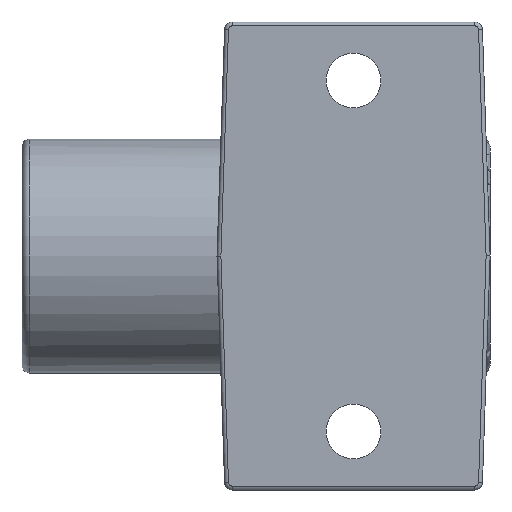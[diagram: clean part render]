
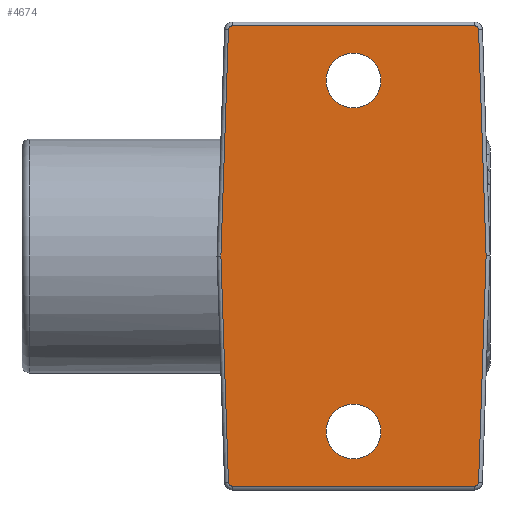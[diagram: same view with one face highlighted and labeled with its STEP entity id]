
A CAD part, left-side view. The second image highlights one B-rep face of the part: STEP entity #4674.
In plain terms, the highlighted planar face has unit normal (-1, 0, 0).
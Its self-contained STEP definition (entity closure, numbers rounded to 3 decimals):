
#104 = CARTESIAN_POINT ( 'NONE',  ( 0., 0., 45. ) ) ;
#167 = VERTEX_POINT ( 'NONE', #5340 ) ;
#190 = ORIENTED_EDGE ( 'NONE', *, *, #5108, .T. ) ;
#218 = EDGE_CURVE ( 'NONE', #2476, #3894, #1565, .T. ) ;
#240 = VECTOR ( 'NONE', #2390, 1000. ) ;
#260 = CARTESIAN_POINT ( 'NONE',  ( 0., -31.066, -58. ) ) ;
#319 = CIRCLE ( 'NONE', #5386, 1. ) ;
#359 = VERTEX_POINT ( 'NONE', #746 ) ;
#366 = CARTESIAN_POINT ( 'NONE',  ( 0., -31.066, 58. ) ) ;
#444 = CARTESIAN_POINT ( 'NONE',  ( 0., 31.066, 59. ) ) ;
#460 = AXIS2_PLACEMENT_3D ( 'NONE', #3082, #4805, #2260 ) ;
#480 = VERTEX_POINT ( 'NONE', #444 ) ;
#524 = CARTESIAN_POINT ( 'NONE',  ( 0., 33.999, 0. ) ) ;
#539 = ORIENTED_EDGE ( 'NONE', *, *, #1432, .T. ) ;
#607 = CARTESIAN_POINT ( 'NONE',  ( 0., 31.066, 58. ) ) ;
#669 = VECTOR ( 'NONE', #5213, 1000. ) ;
#676 = CARTESIAN_POINT ( 'NONE',  ( 0., -33.962, 1.132 ) ) ;
#678 = AXIS2_PLACEMENT_3D ( 'NONE', #366, #2367, #4083 ) ;
#695 = EDGE_CURVE ( 'NONE', #2308, #2602, #2404, .T. ) ;
#746 = CARTESIAN_POINT ( 'NONE',  ( 0., 32.065, 58.033 ) ) ;
#811 = VERTEX_POINT ( 'NONE', #889 ) ;
#877 = VECTOR ( 'NONE', #4187, 1000. ) ;
#889 = CARTESIAN_POINT ( 'NONE',  ( 0., 31.066, -59. ) ) ;
#1000 = FACE_BOUND ( 'NONE', #2742, .T. ) ;
#1056 = VERTEX_POINT ( 'NONE', #3230 ) ;
#1122 = EDGE_CURVE ( 'NONE', #2537, #4954, #1482, .T. ) ;
#1126 = ORIENTED_EDGE ( 'NONE', *, *, #2344, .T. ) ;
#1169 = CIRCLE ( 'NONE', #4231, 7. ) ;
#1174 = CARTESIAN_POINT ( 'NONE',  ( 0., -33.962, -1.132 ) ) ;
#1177 = CARTESIAN_POINT ( 'NONE',  ( 0., 33.962, -1.132 ) ) ;
#1196 = CARTESIAN_POINT ( 'NONE',  ( 0., 0., -52. ) ) ;
#1226 = ORIENTED_EDGE ( 'NONE', *, *, #4831, .T. ) ;
#1244 = CARTESIAN_POINT ( 'NONE',  ( 0., -32.065, 58.033 ) ) ;
#1268 = ORIENTED_EDGE ( 'NONE', *, *, #218, .T. ) ;
#1273 = LINE ( 'NONE', #5042, #3561 ) ;
#1346 = AXIS2_PLACEMENT_3D ( 'NONE', #260, #5287, #2338 ) ;
#1432 = EDGE_CURVE ( 'NONE', #4525, #2257, #2871, .T. ) ;
#1441 = DIRECTION ( 'NONE',  ( 0., 0., -1. ) ) ;
#1482 = CIRCLE ( 'NONE', #2782, 7. ) ;
#1496 = EDGE_CURVE ( 'NONE', #359, #2308, #3620, .T. ) ;
#1565 = CIRCLE ( 'NONE', #2781, 7. ) ;
#1587 = CARTESIAN_POINT ( 'NONE',  ( 0., 0., 45. ) ) ;
#1704 = EDGE_CURVE ( 'NONE', #2257, #480, #1273, .T. ) ;
#1725 = CARTESIAN_POINT ( 'NONE',  ( 0., 0., -38. ) ) ;
#1776 = CARTESIAN_POINT ( 'NONE',  ( 0., 0., 0. ) ) ;
#1840 = ORIENTED_EDGE ( 'NONE', *, *, #2755, .T. ) ;
#1989 = ORIENTED_EDGE ( 'NONE', *, *, #4279, .T. ) ;
#2037 = EDGE_CURVE ( 'NONE', #4032, #167, #4434, .T. ) ;
#2089 = AXIS2_PLACEMENT_3D ( 'NONE', #1776, #3021, #3869 ) ;
#2128 = CARTESIAN_POINT ( 'NONE',  ( 0., 0., -45. ) ) ;
#2219 = CARTESIAN_POINT ( 'NONE',  ( 0., 0., -59. ) ) ;
#2239 = CARTESIAN_POINT ( 'NONE',  ( 0., 32.065, -58.033 ) ) ;
#2257 = VERTEX_POINT ( 'NONE', #2270 ) ;
#2260 = DIRECTION ( 'NONE',  ( 0., 0., -1. ) ) ;
#2270 = CARTESIAN_POINT ( 'NONE',  ( 0., -31.066, 59. ) ) ;
#2308 = VERTEX_POINT ( 'NONE', #524 ) ;
#2338 = DIRECTION ( 'NONE',  ( 0., 0., -1. ) ) ;
#2344 = EDGE_CURVE ( 'NONE', #167, #4525, #4428, .T. ) ;
#2367 = DIRECTION ( 'NONE',  ( -1., 0., 0. ) ) ;
#2390 = DIRECTION ( 'NONE',  ( 0., 0.033, -0.999 ) ) ;
#2399 = EDGE_LOOP ( 'NONE', ( #5275, #1226, #4288, #3103, #1126, #539, #5203, #1840, #3669, #3709 ) ) ;
#2404 = LINE ( 'NONE', #1177, #5400 ) ;
#2470 = DIRECTION ( 'NONE',  ( 0., 1., 0. ) ) ;
#2476 = VERTEX_POINT ( 'NONE', #1196 ) ;
#2513 = LINE ( 'NONE', #2219, #877 ) ;
#2537 = VERTEX_POINT ( 'NONE', #3030 ) ;
#2576 = DIRECTION ( 'NONE',  ( 0., 0., -1. ) ) ;
#2579 = FACE_OUTER_BOUND ( 'NONE', #2399, .T. ) ;
#2602 = VERTEX_POINT ( 'NONE', #2239 ) ;
#2612 = FACE_BOUND ( 'NONE', #3412, .T. ) ;
#2639 = DIRECTION ( 'NONE',  ( 1., 0., 0. ) ) ;
#2665 = CARTESIAN_POINT ( 'NONE',  ( 0., 0., -45. ) ) ;
#2742 = EDGE_LOOP ( 'NONE', ( #190, #3772 ) ) ;
#2755 = EDGE_CURVE ( 'NONE', #480, #359, #319, .T. ) ;
#2781 = AXIS2_PLACEMENT_3D ( 'NONE', #2665, #2639, #1441 ) ;
#2782 = AXIS2_PLACEMENT_3D ( 'NONE', #1587, #4102, #5384 ) ;
#2811 = CIRCLE ( 'NONE', #460, 1. ) ;
#2862 = VECTOR ( 'NONE', #3201, 1000. ) ;
#2871 = CIRCLE ( 'NONE', #678, 1. ) ;
#3021 = DIRECTION ( 'NONE',  ( 1., 0., 0. ) ) ;
#3030 = CARTESIAN_POINT ( 'NONE',  ( 0., 0., 52. ) ) ;
#3082 = CARTESIAN_POINT ( 'NONE',  ( 0., 31.066, -58. ) ) ;
#3103 = ORIENTED_EDGE ( 'NONE', *, *, #2037, .T. ) ;
#3201 = DIRECTION ( 'NONE',  ( 0., -0.033, 0.999 ) ) ;
#3230 = CARTESIAN_POINT ( 'NONE',  ( 0., -31.066, -59. ) ) ;
#3412 = EDGE_LOOP ( 'NONE', ( #1268, #1989 ) ) ;
#3420 = DIRECTION ( 'NONE',  ( 0., 0., -1. ) ) ;
#3445 = DIRECTION ( 'NONE',  ( 1., 0., 0. ) ) ;
#3561 = VECTOR ( 'NONE', #2470, 1000. ) ;
#3620 = LINE ( 'NONE', #4885, #240 ) ;
#3669 = ORIENTED_EDGE ( 'NONE', *, *, #1496, .T. ) ;
#3709 = ORIENTED_EDGE ( 'NONE', *, *, #695, .T. ) ;
#3772 = ORIENTED_EDGE ( 'NONE', *, *, #1122, .T. ) ;
#3788 = DIRECTION ( 'NONE',  ( 1., 0., 0. ) ) ;
#3840 = CIRCLE ( 'NONE', #4799, 7. ) ;
#3869 = DIRECTION ( 'NONE',  ( 0., 0., -1. ) ) ;
#3894 = VERTEX_POINT ( 'NONE', #1725 ) ;
#4032 = VERTEX_POINT ( 'NONE', #4376 ) ;
#4083 = DIRECTION ( 'NONE',  ( 0., 0., -1. ) ) ;
#4102 = DIRECTION ( 'NONE',  ( 1., 0., 0. ) ) ;
#4187 = DIRECTION ( 'NONE',  ( 0., -1., 0. ) ) ;
#4231 = AXIS2_PLACEMENT_3D ( 'NONE', #2128, #3788, #4803 ) ;
#4253 = PLANE ( 'NONE',  #2089 ) ;
#4279 = EDGE_CURVE ( 'NONE', #3894, #2476, #1169, .T. ) ;
#4288 = ORIENTED_EDGE ( 'NONE', *, *, #4437, .T. ) ;
#4376 = CARTESIAN_POINT ( 'NONE',  ( 0., -32.065, -58.033 ) ) ;
#4428 = LINE ( 'NONE', #676, #669 ) ;
#4434 = LINE ( 'NONE', #1174, #2862 ) ;
#4437 = EDGE_CURVE ( 'NONE', #1056, #4032, #5099, .T. ) ;
#4440 = DIRECTION ( 'NONE',  ( 0., -0.033, -0.999 ) ) ;
#4525 = VERTEX_POINT ( 'NONE', #1244 ) ;
#4674 = ADVANCED_FACE ( 'NONE', ( #2579, #2612, #1000 ), #4253, .F. ) ;
#4718 = DIRECTION ( 'NONE',  ( -1., 0., 0. ) ) ;
#4799 = AXIS2_PLACEMENT_3D ( 'NONE', #104, #3445, #3420 ) ;
#4803 = DIRECTION ( 'NONE',  ( 0., 0., -1. ) ) ;
#4805 = DIRECTION ( 'NONE',  ( -1., 0., 0. ) ) ;
#4831 = EDGE_CURVE ( 'NONE', #811, #1056, #2513, .T. ) ;
#4862 = CARTESIAN_POINT ( 'NONE',  ( 0., 0., 38. ) ) ;
#4885 = CARTESIAN_POINT ( 'NONE',  ( 0., 33.962, 1.132 ) ) ;
#4954 = VERTEX_POINT ( 'NONE', #4862 ) ;
#5042 = CARTESIAN_POINT ( 'NONE',  ( 0., 0., 59. ) ) ;
#5099 = CIRCLE ( 'NONE', #1346, 1. ) ;
#5108 = EDGE_CURVE ( 'NONE', #4954, #2537, #3840, .T. ) ;
#5203 = ORIENTED_EDGE ( 'NONE', *, *, #1704, .T. ) ;
#5213 = DIRECTION ( 'NONE',  ( 0., 0.033, 0.999 ) ) ;
#5275 = ORIENTED_EDGE ( 'NONE', *, *, #5339, .T. ) ;
#5287 = DIRECTION ( 'NONE',  ( -1., 0., 0. ) ) ;
#5339 = EDGE_CURVE ( 'NONE', #2602, #811, #2811, .T. ) ;
#5340 = CARTESIAN_POINT ( 'NONE',  ( 0., -33.999, 0. ) ) ;
#5384 = DIRECTION ( 'NONE',  ( 0., 0., -1. ) ) ;
#5386 = AXIS2_PLACEMENT_3D ( 'NONE', #607, #4718, #2576 ) ;
#5400 = VECTOR ( 'NONE', #4440, 1000. ) ;
